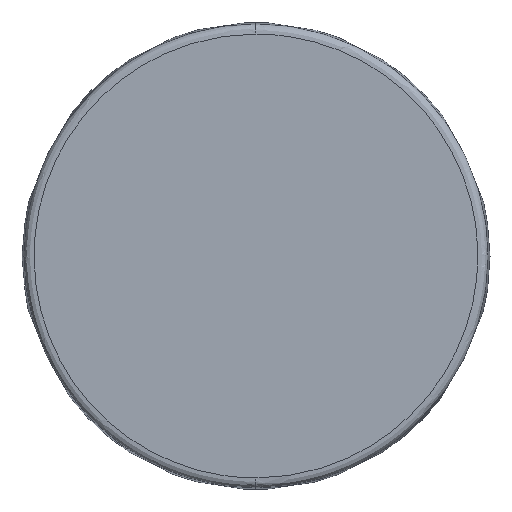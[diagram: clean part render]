
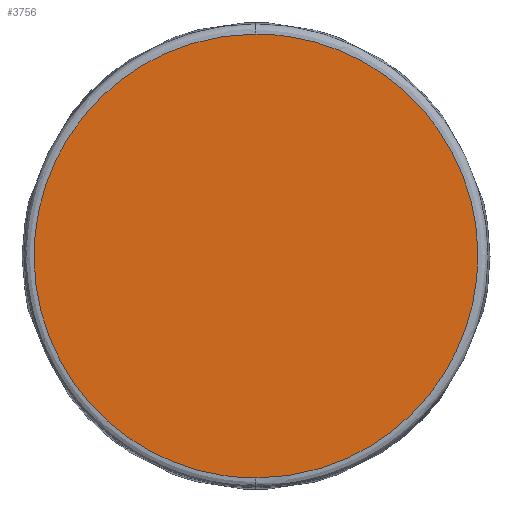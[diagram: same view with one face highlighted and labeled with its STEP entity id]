
A CAD part, front view. The second image highlights one B-rep face of the part: STEP entity #3756.
In plain terms, the highlighted free-form (B-spline) face has degree [1, 1] with [2, 2] control points.
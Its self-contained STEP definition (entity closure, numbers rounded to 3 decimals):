
#21 = EDGE_CURVE('',#22,#24,#26,.T.);
#22 = VERTEX_POINT('',#23);
#23 = CARTESIAN_POINT('',(0.,0.,
    6.392));
#24 = VERTEX_POINT('',#25);
#25 = CARTESIAN_POINT('',(0.,0.,
    -6.392));
#26 = B_SPLINE_CURVE_WITH_KNOTS('',3,(#27,#28,#29,#30,#31,#32,#33,#34,
    #35,#36,#37,#38,#39,#40,#41,#42,#43,#44),.UNSPECIFIED.,.F.,.F.,(4,2,
    2,2,2,2,2,2,4),(0.5,0.563,0.625,0.688,0.75,0.813,0.875,0.938,1.)
  ,.UNSPECIFIED.);
#27 = CARTESIAN_POINT('',(0.,0.,
    6.392));
#28 = CARTESIAN_POINT('',(-0.847,0.,6.392));
#29 = CARTESIAN_POINT('',(-1.664,0.,6.23));
#30 = CARTESIAN_POINT('',(-3.229,0.,5.582));
#31 = CARTESIAN_POINT('',(-3.921,0.,5.119));
#32 = CARTESIAN_POINT('',(-5.119,0.,3.921));
#33 = CARTESIAN_POINT('',(-5.581,0.,3.229));
#34 = CARTESIAN_POINT('',(-6.23,0.,1.664));
#35 = CARTESIAN_POINT('',(-6.392,0.,0.847));
#36 = CARTESIAN_POINT('',(-6.392,0.,-0.847));
#37 = CARTESIAN_POINT('',(-6.23,0.,-1.664));
#38 = CARTESIAN_POINT('',(-5.582,0.,-3.229));
#39 = CARTESIAN_POINT('',(-5.119,0.,-3.921));
#40 = CARTESIAN_POINT('',(-3.921,0.,-5.119));
#41 = CARTESIAN_POINT('',(-3.229,0.,-5.581));
#42 = CARTESIAN_POINT('',(-1.663,0.,-6.23));
#43 = CARTESIAN_POINT('',(-0.848,0.,-6.392));
#44 = CARTESIAN_POINT('',(0.,0.,
    -6.392));
#3756 = ADVANCED_FACE('',(#3757),#3781,.F.);
#3757 = FACE_BOUND('',#3758,.T.);
#3758 = EDGE_LOOP('',(#3759,#3780));
#3759 = ORIENTED_EDGE('',*,*,#3760,.T.);
#3760 = EDGE_CURVE('',#24,#22,#3761,.T.);
#3761 = B_SPLINE_CURVE_WITH_KNOTS('',3,(#3762,#3763,#3764,#3765,#3766,
    #3767,#3768,#3769,#3770,#3771,#3772,#3773,#3774,#3775,#3776,#3777,
    #3778,#3779),.UNSPECIFIED.,.F.,.F.,(4,2,2,2,2,2,2,2,4),(0.,0.063,
    0.125,0.188,0.25,0.313,0.375,0.438,0.5),.UNSPECIFIED.);
#3762 = CARTESIAN_POINT('',(0.,0.,
    -6.392));
#3763 = CARTESIAN_POINT('',(0.847,0.,-6.392));
#3764 = CARTESIAN_POINT('',(1.664,0.,-6.23));
#3765 = CARTESIAN_POINT('',(3.229,0.,-5.582));
#3766 = CARTESIAN_POINT('',(3.921,0.,-5.119));
#3767 = CARTESIAN_POINT('',(5.119,0.,-3.921));
#3768 = CARTESIAN_POINT('',(5.581,0.,-3.229));
#3769 = CARTESIAN_POINT('',(6.23,0.,-1.664));
#3770 = CARTESIAN_POINT('',(6.392,0.,-0.847));
#3771 = CARTESIAN_POINT('',(6.392,0.,0.847));
#3772 = CARTESIAN_POINT('',(6.23,0.,1.664));
#3773 = CARTESIAN_POINT('',(5.582,0.,3.229));
#3774 = CARTESIAN_POINT('',(5.119,0.,3.921));
#3775 = CARTESIAN_POINT('',(3.921,0.,5.119));
#3776 = CARTESIAN_POINT('',(3.229,0.,5.581));
#3777 = CARTESIAN_POINT('',(1.664,0.,6.23));
#3778 = CARTESIAN_POINT('',(0.847,0.,6.392));
#3779 = CARTESIAN_POINT('',(0.,0.,
    6.392));
#3780 = ORIENTED_EDGE('',*,*,#21,.T.);
#3781 = B_SPLINE_SURFACE_WITH_KNOTS('',1,1,(
    (#3782,#3783)
    ,(#3784,#3785
    )),.UNSPECIFIED.,.F.,.F.,.F.,(2,2),(2,2),(-4.402,
    4.403),(-4.403,4.403),
  .PIECEWISE_BEZIER_KNOTS.);
#3782 = CARTESIAN_POINT('',(-6.392,0.,-6.392));
#3783 = CARTESIAN_POINT('',(6.392,0.,-6.392));
#3784 = CARTESIAN_POINT('',(-6.392,0.,6.392));
#3785 = CARTESIAN_POINT('',(6.392,0.,6.392));
